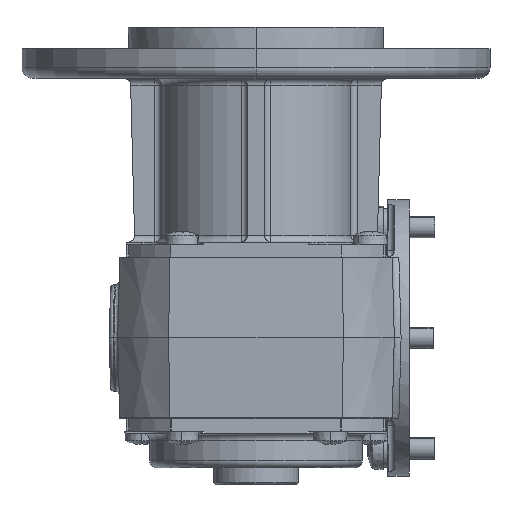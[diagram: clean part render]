
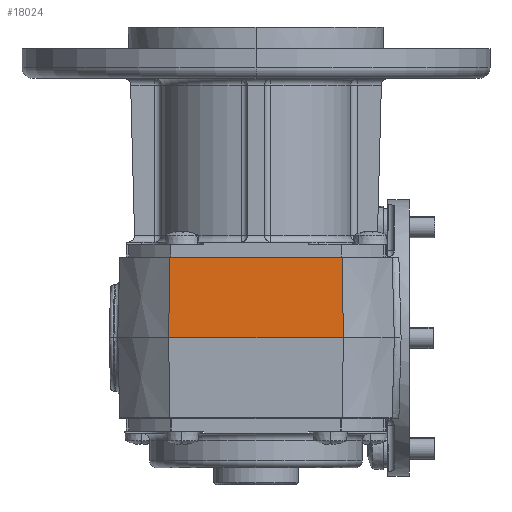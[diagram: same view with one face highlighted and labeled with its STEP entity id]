
A CAD part, front view. The second image highlights one B-rep face of the part: STEP entity #18024.
In plain terms, the highlighted planar face has unit normal (0, -1, 0.026).
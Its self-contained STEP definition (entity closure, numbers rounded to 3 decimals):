
#455 = VERTEX_POINT ( 'NONE', #23672 ) ;
#457 = VERTEX_POINT ( 'NONE', #23674 ) ;
#459 = VERTEX_POINT ( 'NONE', #23675 ) ;
#461 = VERTEX_POINT ( 'NONE', #23677 ) ;
#12623 = EDGE_LOOP ( 'NONE', ( #14938, #14936, #14934, #14932 ) ) ;
#14932 = ORIENTED_EDGE ( 'NONE', *, *, #19082, .T. ) ;
#14934 = ORIENTED_EDGE ( 'NONE', *, *, #19081, .T. ) ;
#14936 = ORIENTED_EDGE ( 'NONE', *, *, #19053, .T. ) ;
#14938 = ORIENTED_EDGE ( 'NONE', *, *, #19055, .F. ) ;
#15589 = B_SPLINE_CURVE_WITH_KNOTS ( 'NONE', 3,
 ( #26349, #26341, #26353, #26354 ),
 .UNSPECIFIED., .F., .F.,
 ( 4, 4 ),
 ( 0., 0.019 ),
 .UNSPECIFIED. ) ;
#15599 = B_SPLINE_CURVE_WITH_KNOTS ( 'NONE', 3,
 ( #26391, #26413, #26421, #26422 ),
 .UNSPECIFIED., .F., .F.,
 ( 4, 4 ),
 ( 0., 0.019 ),
 .UNSPECIFIED. ) ;
#18024 = ADVANCED_FACE ( 'NONE', ( #22381 ), #24388, .T. ) ;
#19053 = EDGE_CURVE ( 'NONE', #455, #457, #23228, .T. ) ;
#19055 = EDGE_CURVE ( 'NONE', #455, #459, #15589, .T. ) ;
#19081 = EDGE_CURVE ( 'NONE', #457, #461, #15599, .T. ) ;
#19082 = EDGE_CURVE ( 'NONE', #461, #459, #23272, .T. ) ;
#22381 = FACE_OUTER_BOUND ( 'NONE', #12623, .T. ) ;
#22807 = AXIS2_PLACEMENT_3D ( 'NONE', #24384, #24390, #24391 ) ;
#23228 = LINE ( 'NONE', #26348, #23231 ) ;
#23231 = VECTOR ( 'NONE', #26350, 1000. ) ;
#23272 = LINE ( 'NONE', #26423, #23273 ) ;
#23273 = VECTOR ( 'NONE', #26424, 1000. ) ;
#23672 = CARTESIAN_POINT ( 'NONE',  ( 20.349, -62.508, 18.805 ) ) ;
#23674 = CARTESIAN_POINT ( 'NONE',  ( -20.349, -62.508, 18.805 ) ) ;
#23675 = CARTESIAN_POINT ( 'NONE',  ( 20.494, -63., 0. ) ) ;
#23677 = CARTESIAN_POINT ( 'NONE',  ( -20.494, -63., 0. ) ) ;
#24384 = CARTESIAN_POINT ( 'NONE',  ( -20.494, -63., 0. ) ) ;
#24388 = PLANE ( 'NONE',  #22807 ) ;
#24390 = DIRECTION ( 'NONE',  ( 0., -1., 0.026 ) ) ;
#24391 = DIRECTION ( 'NONE',  ( 0., -0.026, -1. ) ) ;
#26341 = CARTESIAN_POINT ( 'NONE',  ( 20.398, -62.672, 12.537 ) ) ;
#26348 = CARTESIAN_POINT ( 'NONE',  ( -20.348, -62.508, 18.805 ) ) ;
#26349 = CARTESIAN_POINT ( 'NONE',  ( 20.349, -62.508, 18.805 ) ) ;
#26350 = DIRECTION ( 'NONE',  ( -1., 0., 0. ) ) ;
#26353 = CARTESIAN_POINT ( 'NONE',  ( 20.446, -62.836, 6.268 ) ) ;
#26354 = CARTESIAN_POINT ( 'NONE',  ( 20.494, -63., 0. ) ) ;
#26391 = CARTESIAN_POINT ( 'NONE',  ( -20.349, -62.508, 18.805 ) ) ;
#26413 = CARTESIAN_POINT ( 'NONE',  ( -20.398, -62.672, 12.537 ) ) ;
#26421 = CARTESIAN_POINT ( 'NONE',  ( -20.446, -62.836, 6.268 ) ) ;
#26422 = CARTESIAN_POINT ( 'NONE',  ( -20.494, -63., 0. ) ) ;
#26423 = CARTESIAN_POINT ( 'NONE',  ( -20.494, -63., 0. ) ) ;
#26424 = DIRECTION ( 'NONE',  ( 1., 0., 0. ) ) ;
